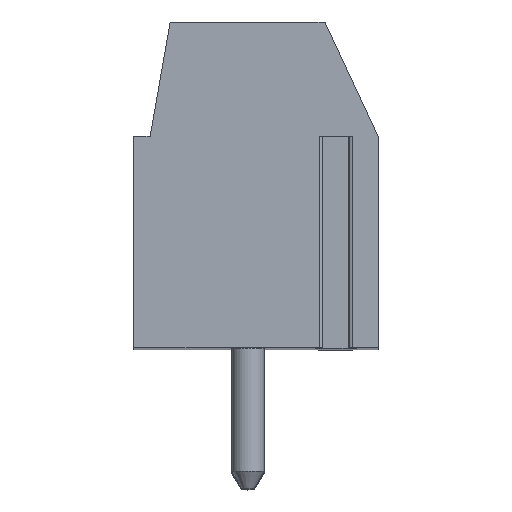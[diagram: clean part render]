
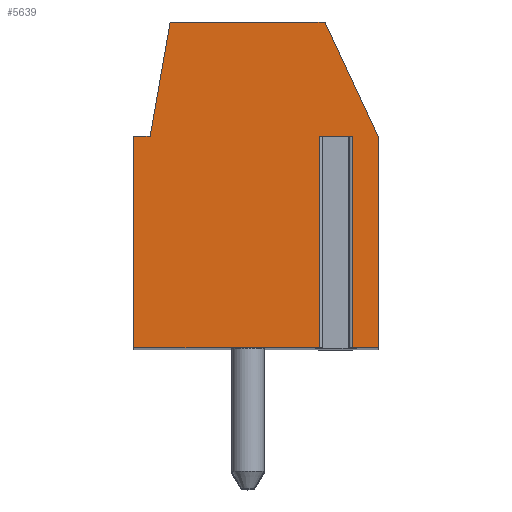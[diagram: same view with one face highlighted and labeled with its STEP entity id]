
A CAD part, top view. The second image highlights one B-rep face of the part: STEP entity #5639.
In plain terms, the highlighted planar face has unit normal (0, 0, 1).
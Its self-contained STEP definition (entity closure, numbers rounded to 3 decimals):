
#231=DIRECTION('',(-1.,0.,0.));
#232=VECTOR('',#231,0.996);
#233=CARTESIAN_POINT('',(2.948,1.5,32.5));
#234=LINE('',#233,#232);
#235=DIRECTION('',(0.,-1.,0.));
#236=VECTOR('',#235,6.5);
#237=CARTESIAN_POINT('',(1.952,1.5,32.5));
#238=LINE('',#237,#236);
#239=DIRECTION('',(1.,0.,0.));
#240=VECTOR('',#239,5.702);
#241=CARTESIAN_POINT('',(-3.75,-5.,32.5));
#242=LINE('',#241,#240);
#243=DIRECTION('',(0.,-1.,0.));
#244=VECTOR('',#243,6.5);
#245=CARTESIAN_POINT('',(-3.75,1.5,32.5));
#246=LINE('',#245,#244);
#247=DIRECTION('',(-1.,0.,0.));
#248=VECTOR('',#247,0.5);
#249=CARTESIAN_POINT('',(-3.25,1.5,32.5));
#250=LINE('',#249,#248);
#251=DIRECTION('',(-0.174,-0.985,0.));
#252=VECTOR('',#251,3.554);
#253=CARTESIAN_POINT('',(-2.633,5.,32.5));
#254=LINE('',#253,#252);
#255=DIRECTION('',(-1.,0.,0.));
#256=VECTOR('',#255,4.751);
#257=CARTESIAN_POINT('',(2.118,5.,32.5));
#258=LINE('',#257,#256);
#259=DIRECTION('',(-0.423,0.906,0.));
#260=VECTOR('',#259,3.862);
#261=CARTESIAN_POINT('',(3.75,1.5,32.5));
#262=LINE('',#261,#260);
#263=DIRECTION('',(0.,1.,0.));
#264=VECTOR('',#263,6.5);
#265=CARTESIAN_POINT('',(3.75,-5.,32.5));
#266=LINE('',#265,#264);
#267=DIRECTION('',(1.,0.,0.));
#268=VECTOR('',#267,0.802);
#269=CARTESIAN_POINT('',(2.948,-5.,32.5));
#270=LINE('',#269,#268);
#271=DIRECTION('',(0.,-1.,0.));
#272=VECTOR('',#271,6.5);
#273=CARTESIAN_POINT('',(2.948,1.5,32.5));
#274=LINE('',#273,#272);
#4295=CARTESIAN_POINT('',(3.75,-5.,32.5));
#4296=CARTESIAN_POINT('',(3.75,1.5,32.5));
#4297=VERTEX_POINT('',#4295);
#4298=VERTEX_POINT('',#4296);
#4299=CARTESIAN_POINT('',(2.118,5.,32.5));
#4300=VERTEX_POINT('',#4299);
#4301=CARTESIAN_POINT('',(-2.633,5.,32.5));
#4302=VERTEX_POINT('',#4301);
#4303=CARTESIAN_POINT('',(-3.25,1.5,32.5));
#4304=VERTEX_POINT('',#4303);
#4305=CARTESIAN_POINT('',(-3.75,1.5,32.5));
#4306=VERTEX_POINT('',#4305);
#4307=CARTESIAN_POINT('',(-3.75,-5.,32.5));
#4308=VERTEX_POINT('',#4307);
#4353=CARTESIAN_POINT('',(2.948,1.5,32.5));
#4354=CARTESIAN_POINT('',(1.952,1.5,32.5));
#4355=VERTEX_POINT('',#4353);
#4356=VERTEX_POINT('',#4354);
#4357=CARTESIAN_POINT('',(2.948,-5.,32.5));
#4358=VERTEX_POINT('',#4357);
#4359=CARTESIAN_POINT('',(1.952,-5.,32.5));
#4360=VERTEX_POINT('',#4359);
#5613=CARTESIAN_POINT('',(0.,0.,32.5));
#5614=DIRECTION('',(0.,0.,1.));
#5615=DIRECTION('',(1.,0.,0.));
#5616=AXIS2_PLACEMENT_3D('',#5613,#5614,#5615);
#5617=PLANE('',#5616);
#5619=ORIENTED_EDGE('',*,*,#5618,.T.);
#5621=ORIENTED_EDGE('',*,*,#5620,.T.);
#5622=ORIENTED_EDGE('',*,*,#5539,.F.);
#5624=ORIENTED_EDGE('',*,*,#5623,.F.);
#5626=ORIENTED_EDGE('',*,*,#5625,.F.);
#5628=ORIENTED_EDGE('',*,*,#5627,.F.);
#5630=ORIENTED_EDGE('',*,*,#5629,.F.);
#5632=ORIENTED_EDGE('',*,*,#5631,.F.);
#5634=ORIENTED_EDGE('',*,*,#5633,.F.);
#5635=ORIENTED_EDGE('',*,*,#5518,.F.);
#5636=ORIENTED_EDGE('',*,*,#5603,.F.);
#5637=EDGE_LOOP('',(#5619,#5621,#5622,#5624,#5626,#5628,#5630,#5632,#5634,#5635,
#5636));
#5638=FACE_OUTER_BOUND('',#5637,.F.);
#5518=EDGE_CURVE('',#4358,#4297,#270,.T.);
#5539=EDGE_CURVE('',#4308,#4360,#242,.T.);
#5603=EDGE_CURVE('',#4355,#4358,#274,.T.);
#5618=EDGE_CURVE('',#4355,#4356,#234,.T.);
#5620=EDGE_CURVE('',#4356,#4360,#238,.T.);
#5623=EDGE_CURVE('',#4306,#4308,#246,.T.);
#5625=EDGE_CURVE('',#4304,#4306,#250,.T.);
#5627=EDGE_CURVE('',#4302,#4304,#254,.T.);
#5629=EDGE_CURVE('',#4300,#4302,#258,.T.);
#5631=EDGE_CURVE('',#4298,#4300,#262,.T.);
#5633=EDGE_CURVE('',#4297,#4298,#266,.T.);
#5639=ADVANCED_FACE('',(#5638),#5617,.T.);
